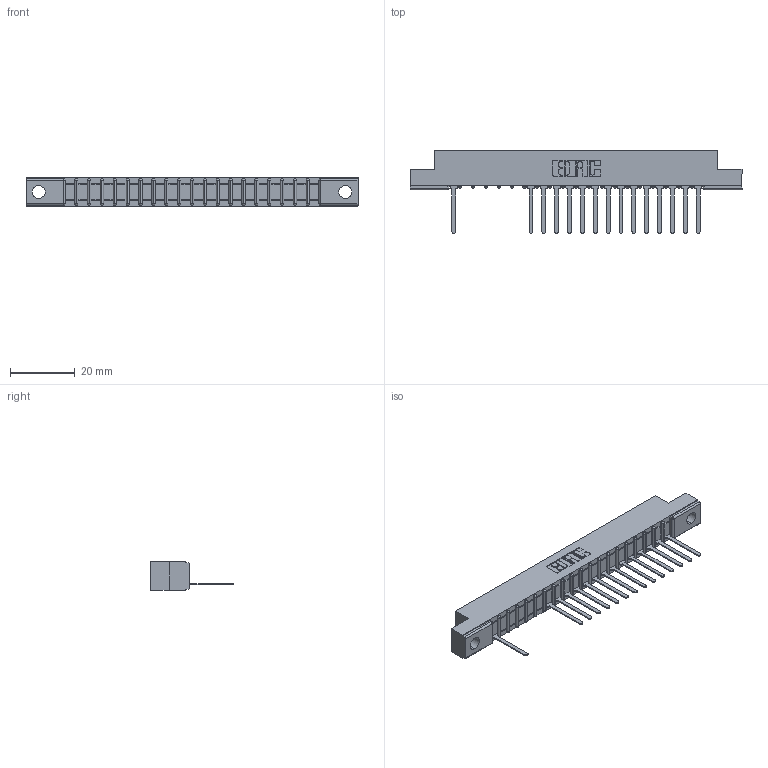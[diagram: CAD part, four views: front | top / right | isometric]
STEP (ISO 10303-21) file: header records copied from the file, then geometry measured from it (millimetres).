
FILE_DESCRIPTION (( 'STEP AP203' ), '1' );
FILE_NAME ('357-020-547-104.STEP', '2018-08-08T07:37:32', ( '' ), ( '' ), 'SwSTEP 2.0', 'SolidWorks 2016', '' );
FILE_SCHEMA (( 'CONFIG_CONTROL_DESIGN' ));
Length unit declared in the file: inch
Products named in the file (3): 307 Part_.156 Dia Mounting Holes; 307-290-001_547; 357-020-547-104
Assembly tree (16 placements, depth 2):
  357-020-547-104
    307 Part_.156 Dia Mounting Holes
    307-290-001_547  x15
Bounding box: 102.26 x 25.43 x 8.71 mm (x, y, z)
Volume: 6317.5 mm3; surface area: 9354.5 mm2
Topology: 16 solids, 16 shells, 1093 faces, 3109 edges, 1994 vertices
Faces by surface type: plane 699, cylinder 352, sphere 42
Entity records: 20084 total; most frequent: CARTESIAN_POINT 3401, ORIENTED_EDGE 3390, DIRECTION 3307, EDGE_CURVE 1695, VECTOR 1299, LINE 1299, VERTEX_POINT 1098, AXIS2_PLACEMENT_3D 1004
